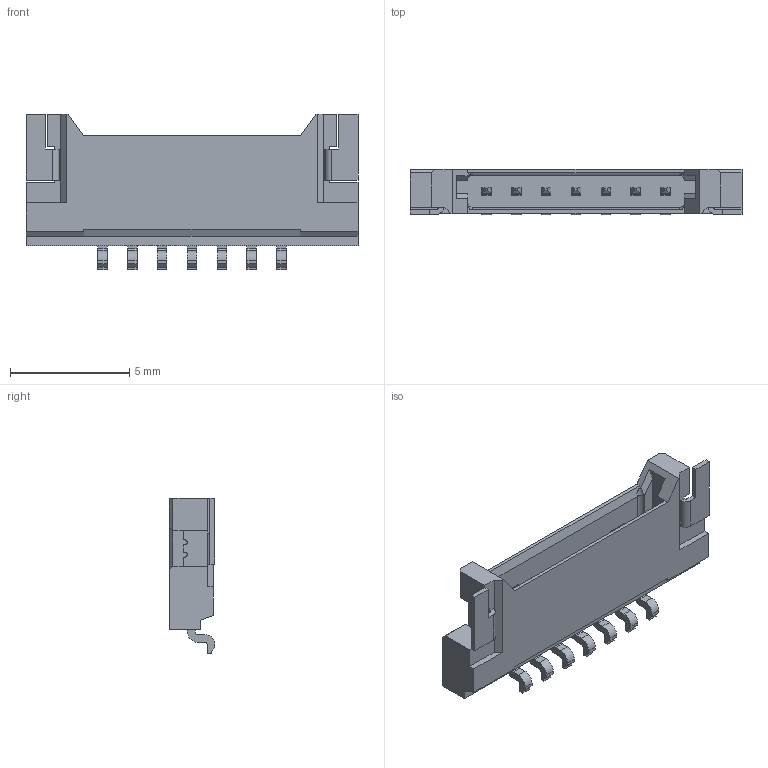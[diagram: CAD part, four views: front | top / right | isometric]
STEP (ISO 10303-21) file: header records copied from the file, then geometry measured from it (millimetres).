
FILE_DESCRIPTION((''),'2;1');
FILE_NAME('537800770','2014-02-28T',('me'),(''),'PRO/ENGINEER BY PARAMETRIC TECHNOLOGY CORPORATION, 2011490','PRO/ENGINEER BY PARAMETRIC TECHNOLOGY CORPORATION, 2011490','');
FILE_SCHEMA(('CONFIG_CONTROL_DESIGN'));
Length unit declared in the file: millimetre
Products named in the file (1): 537800770
Bounding box: 13.9 x 1.9 x 6.5 mm (x, y, z)
Volume: 65.6 mm3; surface area: 326.5 mm2
Topology: 1 solids, 1 shells, 321 faces, 882 edges, 580 vertices
Faces by surface type: plane 277, cylinder 44
Entity records: 10018 total; most frequent: CARTESIAN_POINT 1810, ORIENTED_EDGE 1692, DIRECTION 1592, EDGE_CURVE 846, VECTOR 796, LINE 796, VERTEX_POINT 544, AXIS2_PLACEMENT_3D 398
